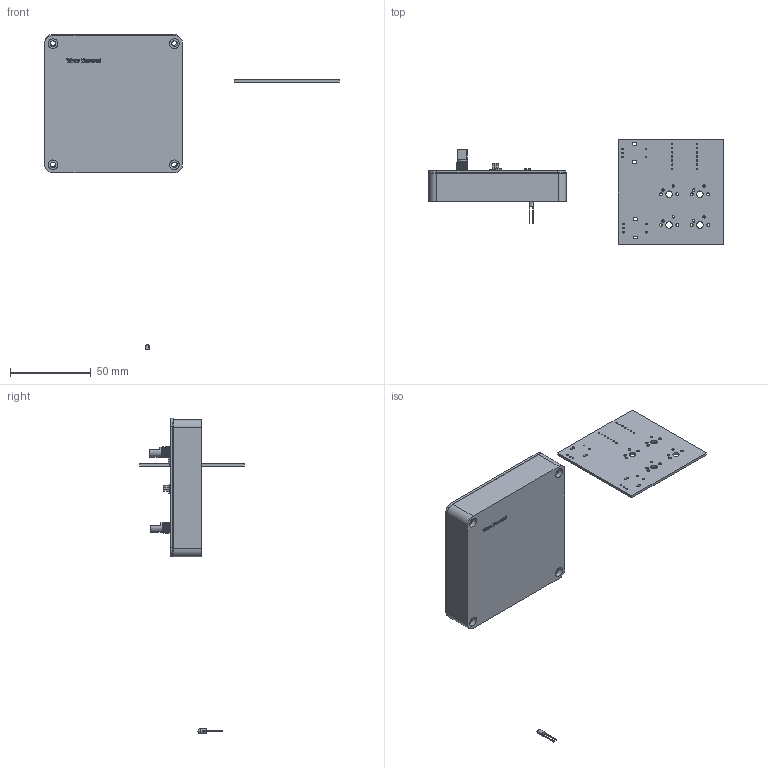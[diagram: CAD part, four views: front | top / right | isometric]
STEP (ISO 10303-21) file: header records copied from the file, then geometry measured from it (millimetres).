
FILE_DESCRIPTION(/* description */ (''),/* implementation_level */ '2;1');
FILE_NAME(/* name */ 'Tahers macropad final model2.step',/* time_stamp */ '2026-01-07T18:07:44Z',/* author */ (''),/* organization */ (''),/* preprocessor_version */ 'ST-DEVELOPER v20.1',/* originating_system */ 'Autodesk Translation Framework v14.21.0.0',/* authorisation */ '');
FILE_SCHEMA (('AUTOMOTIVE_DESIGN { 1 0 10303 214 3 1 1 }'));
Products named in the file (17): 2026-01-06-17-53-43-543; 2026-01-06-17-54-31-976; 2026-01-06-18-30-26-410; 2026-01-06-20-48-49-357; Kicad files 1; Kicad files 1_1; Kicad files_PCB; Ðý×ª±àÂëÆ÷; MX °´¼ü_¨¹_¡§1; MX °´¼ü_¨¹_¡§1_1; MX °´¼ü_¨¹_¡§1_2; MX °´¼ü_¨¹_¡§1_3; MX Öá °´¼ü¡ä_¨¹
___¡§1; MX Öá ÖáÌå¨¢¨¬
_¡§¡é¡§__; MXÖá ÎÞÃ±LEDLEDLED; MXÖá ÖáÌå µ×²¿ ¦Ì¡
Á2__Ä¬ÈÏ_¨¢2____¨¨_; Õë½Å___Ä¬ÈÏ__¨¨
_
Assembly tree (33 placements, depth 3):
  2026-01-06-17-53-43-543
    2026-01-06-17-54-31-976
    2026-01-06-18-30-26-410
    2026-01-06-20-48-49-357
    Kicad files 1
      Kicad files_PCB
    Kicad files 1_1
      Kicad files_PCB
    Ðý×ª±àÂëÆ÷  x2
    MX °´¼ü_¨¹_¡§1
      MX Öá °´¼ü¡ä_¨¹
___¡§1
      MX Öá ÖáÌå¨¢¨¬
_¡§¡é¡§__
      MXÖá ÎÞÃ±LEDLEDLED
      MXÖá ÖáÌå µ×²¿ ¦Ì¡
Á2__Ä¬ÈÏ_¨¢2____¨¨_
      Õë½Å___Ä¬ÈÏ__¨¨
_
    MX °´¼ü_¨¹_¡§1_1
      MX Öá °´¼ü¡ä_¨¹
___¡§1
      MX Öá ÖáÌå¨¢¨¬
_¡§¡é¡§__
      MXÖá ÎÞÃ±LEDLEDLED
      MXÖá ÖáÌå µ×²¿ ¦Ì¡
Á2__Ä¬ÈÏ_¨¢2____¨¨_
      Õë½Å___Ä¬ÈÏ__¨¨
_
    MX °´¼ü_¨¹_¡§1_2
      MX Öá °´¼ü¡ä_¨¹
___¡§1
      MX Öá ÖáÌå¨¢¨¬
_¡§¡é¡§__
      MXÖá ÎÞÃ±LEDLEDLED
      MXÖá ÖáÌå µ×²¿ ¦Ì¡
Á2__Ä¬ÈÏ_¨¢2____¨¨_
      Õë½Å___Ä¬ÈÏ__¨¨
_
    MX °´¼ü_¨¹_¡§1_3
      MX Öá °´¼ü¡ä_¨¹
___¡§1
      MX Öá ÖáÌå¨¢¨¬
_¡§¡é¡§__
      MXÖá ÎÞÃ±LEDLEDLED
      MXÖá ÖáÌå µ×²¿ ¦Ì¡
Á2__Ä¬ÈÏ_¨¢2____¨¨_
      Õë½Å___Ä¬ÈÏ__¨¨
_
Bounding box: 182.36 x 64.91 x 194.97 mm (x, y, z)
Volume: 89185.3 mm3; surface area: 69361.4 mm2
Topology: 56 solids, 56 shells, 7274 faces, 18007 edges, 10452 vertices
Faces by surface type: cylinder 2940, plane 2443, torus 760, bspline 661, sphere 448, cone 22
Full cylindrical faces by diameter (mm): 0.8 x8, 0.889 x28, 1 x20, 1.5 x16, 1.6 x16, 1.7 x16, 2 x4, 2.6 x4, 3 x4, 3.4 x8, 3.5 x2, 3.8 x4, 4 x8, 4.8 x4, 5.717 x14, 6 x6, 6.8 x12, 7 x2
Entity records: 75721 total; most frequent: CARTESIAN_POINT 20775, ORIENTED_EDGE 11574, DIRECTION 10914, EDGE_CURVE 5787, AXIS2_PLACEMENT_3D 3812, VERTEX_POINT 3536, LINE 3290, VECTOR 3290
